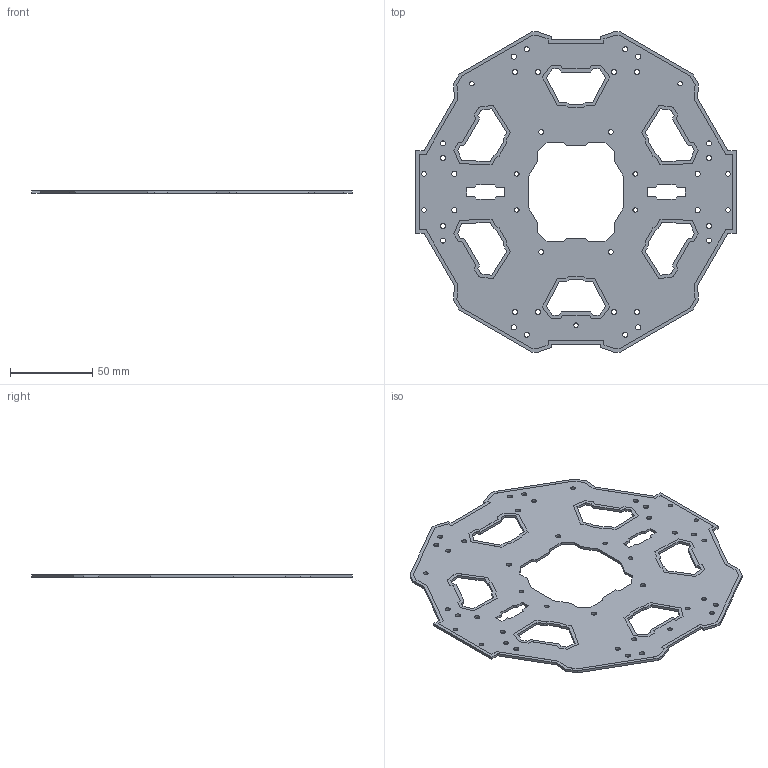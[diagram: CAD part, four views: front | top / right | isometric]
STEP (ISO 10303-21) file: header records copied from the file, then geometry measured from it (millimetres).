
FILE_DESCRIPTION(/* description */ (''),/* implementation_level */ '2;1');
FILE_NAME(/* name */ '20021-001_plate1.step',/* time_stamp */ '2020-02-13T15:30:59-07:00',/* author */ (''),/* organization */ (''),/* preprocessor_version */ 'ST-DEVELOPER v18',/* originating_system */ 'Autodesk Translation Framework v8.12.0.6',/* authorisation */ '');
FILE_SCHEMA (('AUTOMOTIVE_DESIGN { 1 0 10303 214 3 1 1 }'));
Length unit declared in the file: millimetre
Products named in the file (1): 20021-001_plate1
Bounding box: 195 x 194.74 x 1.6 mm (x, y, z)
Volume: 35713.7 mm3; surface area: 47845.4 mm2
Topology: 1 solids, 1 shells, 340 faces, 1068 edges, 737 vertices
Faces by surface type: plane 297, cylinder 43
Full cylindrical faces by diameter (mm): 2.7 x11, 3.1 x32
Entity records: 12115 total; most frequent: CARTESIAN_POINT 2146, ORIENTED_EDGE 2136, DIRECTION 1911, EDGE_CURVE 1068, LINE 907, VECTOR 907, VERTEX_POINT 737, AXIS2_PLACEMENT_3D 502
